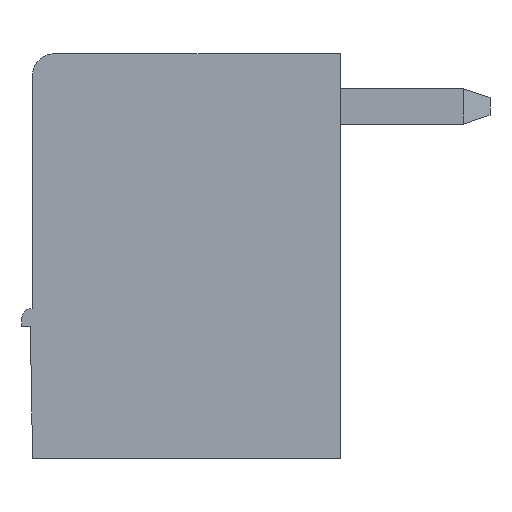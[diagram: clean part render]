
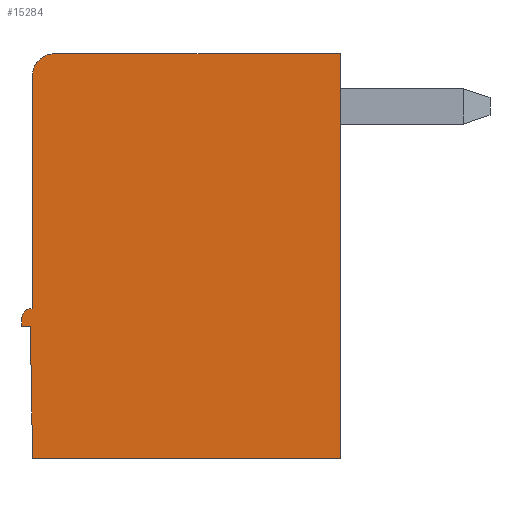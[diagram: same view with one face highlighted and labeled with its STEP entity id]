
A CAD part, left-side view. The second image highlights one B-rep face of the part: STEP entity #15284.
In plain terms, the highlighted planar face has unit normal (-1, 0, 0).
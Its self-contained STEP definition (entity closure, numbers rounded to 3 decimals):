
#1569=DIRECTION('',(0.,-1.,0.));
#1570=VECTOR('',#1569,0.19);
#1571=CARTESIAN_POINT('',(-2.3,7.29,-6.2));
#1572=LINE('',#1571,#1570);
#1577=DIRECTION('',(0.,0.,-1.));
#1578=VECTOR('',#1577,0.2);
#1579=CARTESIAN_POINT('',(-2.3,7.29,-6.));
#1580=LINE('',#1579,#1578);
#1589=DIRECTION('',(0.,1.,0.));
#1590=VECTOR('',#1589,0.04);
#1591=CARTESIAN_POINT('',(-2.3,7.05,
-5.8));
#1592=LINE('',#1591,#1590);
#5472=DIRECTION('',(0.,1.,0.));
#5473=VECTOR('',#5472,7.);
#5474=CARTESIAN_POINT('',(-2.3,0.05,
-9.2));
#5475=LINE('',#5474,#5473);
#5476=DIRECTION('',(0.,0.017,1.));
#5477=VECTOR('',#5476,3.);
#5478=CARTESIAN_POINT('',(-2.3,7.05,
-9.2));
#5479=LINE('',#5478,#5477);
#5480=CARTESIAN_POINT('',(-2.3,7.09,
-6.));
#5481=DIRECTION('',(1.,0.,0.));
#5482=DIRECTION('',(0.,1.,0.));
#5483=AXIS2_PLACEMENT_3D('',#5480,#5481,#5482);
#5485=DIRECTION('',(0.,0.,1.));
#5486=VECTOR('',#5485,5.3);
#5487=CARTESIAN_POINT('',(-2.3,7.05,
-5.8));
#5488=LINE('',#5487,#5486);
#5489=CARTESIAN_POINT('',(-2.3,6.55,
-0.5));
#5490=DIRECTION('',(1.,0.,0.));
#5491=DIRECTION('',(0.,1.,0.));
#5492=AXIS2_PLACEMENT_3D('',#5489,#5490,#5491);
#5494=DIRECTION('',(0.,-1.,0.));
#5495=VECTOR('',#5494,6.5);
#5496=CARTESIAN_POINT('',(-2.3,6.55,
0.));
#5497=LINE('',#5496,#5495);
#5498=DIRECTION('',(0.,0.,-1.));
#5499=VECTOR('',#5498,9.2);
#5500=CARTESIAN_POINT('',(-2.3,0.05,
0.));
#5501=LINE('',#5500,#5499);
#6846=CARTESIAN_POINT('',(-2.3,0.05,
-9.2));
#6847=CARTESIAN_POINT('',(-2.3,7.05,
-9.2));
#6848=VERTEX_POINT('',#6846);
#6849=VERTEX_POINT('',#6847);
#6886=CARTESIAN_POINT('',(-2.3,7.1,-6.2));
#6887=VERTEX_POINT('',#6886);
#6888=CARTESIAN_POINT('',(-2.3,7.29,-6.2));
#6889=VERTEX_POINT('',#6888);
#6890=CARTESIAN_POINT('',(-2.3,7.29,-6.));
#6891=VERTEX_POINT('',#6890);
#6892=CARTESIAN_POINT('',(-2.3,7.09,
-5.8));
#6893=VERTEX_POINT('',#6892);
#6894=CARTESIAN_POINT('',(-2.3,7.05,
-5.8));
#6895=VERTEX_POINT('',#6894);
#6896=CARTESIAN_POINT('',(-2.3,7.05,
-0.5));
#6897=VERTEX_POINT('',#6896);
#6898=CARTESIAN_POINT('',(-2.3,6.55,
0.));
#6899=VERTEX_POINT('',#6898);
#6900=CARTESIAN_POINT('',(-2.3,0.05,
0.));
#6901=VERTEX_POINT('',#6900);
#15267=CARTESIAN_POINT('',(-2.3,0.,0.));
#15268=DIRECTION('',(1.,0.,0.));
#15269=DIRECTION('',(0.,0.,-1.));
#15270=AXIS2_PLACEMENT_3D('',#15267,#15268,#15269);
#15271=PLANE('',#15270);
#15272=ORIENTED_EDGE('',*,*,#7760,.T.);
#15273=ORIENTED_EDGE('',*,*,#9608,.T.);
#15274=ORIENTED_EDGE('',*,*,#9623,.F.);
#15275=ORIENTED_EDGE('',*,*,#9638,.F.);
#15276=ORIENTED_EDGE('',*,*,#9653,.T.);
#15277=ORIENTED_EDGE('',*,*,#9668,.F.);
#15278=ORIENTED_EDGE('',*,*,#9683,.T.);
#15279=ORIENTED_EDGE('',*,*,#9698,.T.);
#15280=ORIENTED_EDGE('',*,*,#9713,.T.);
#15281=ORIENTED_EDGE('',*,*,#9727,.T.);
#15282=EDGE_LOOP('',(#15272,#15273,#15274,#15275,#15276,#15277,#15278,#15279,
#15280,#15281));
#15283=FACE_OUTER_BOUND('',#15282,.F.);
#5484=CIRCLE('',#5483,0.2);
#5493=CIRCLE('',#5492,0.5);
#7760=EDGE_CURVE('',#6848,#6849,#5475,.T.);
#9608=EDGE_CURVE('',#6849,#6887,#5479,.T.);
#9623=EDGE_CURVE('',#6889,#6887,#1572,.T.);
#9638=EDGE_CURVE('',#6891,#6889,#1580,.T.);
#9653=EDGE_CURVE('',#6891,#6893,#5484,.T.);
#9668=EDGE_CURVE('',#6895,#6893,#1592,.T.);
#9683=EDGE_CURVE('',#6895,#6897,#5488,.T.);
#9698=EDGE_CURVE('',#6897,#6899,#5493,.T.);
#9713=EDGE_CURVE('',#6899,#6901,#5497,.T.);
#9727=EDGE_CURVE('',#6901,#6848,#5501,.T.);
#15284=ADVANCED_FACE('',(#15283),#15271,.F.);
